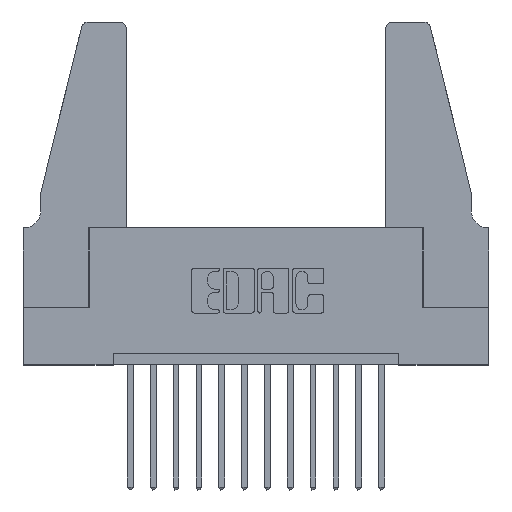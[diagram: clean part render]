
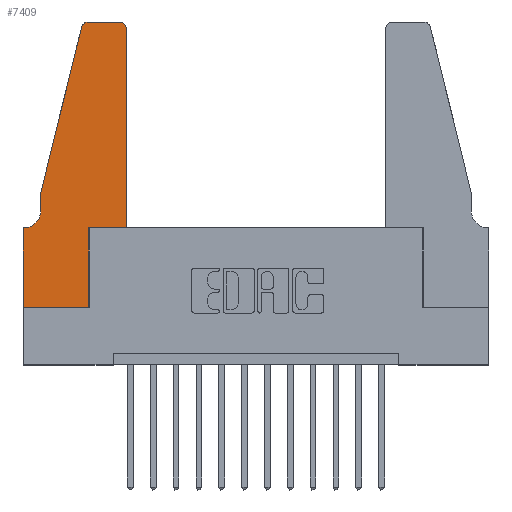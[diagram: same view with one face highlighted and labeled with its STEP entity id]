
A CAD part, top view. The second image highlights one B-rep face of the part: STEP entity #7409.
In plain terms, the highlighted planar face has unit normal (0, 0, 1).
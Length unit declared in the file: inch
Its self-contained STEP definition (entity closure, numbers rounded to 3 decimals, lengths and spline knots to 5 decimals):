
#243 = CARTESIAN_POINT ( 'NONE',  ( 0.4505, 1.22, 0.37 ) ) ;
#321 = VECTOR ( 'NONE', #14891, 39.37008 ) ;
#431 = ORIENTED_EDGE ( 'NONE', *, *, #13455, .T. ) ;
#439 = CARTESIAN_POINT ( 'NONE',  ( 0.2865, 0.35, 0.37 ) ) ;
#1042 = DIRECTION ( 'NONE',  ( 0., -1., 0. ) ) ;
#1109 = VECTOR ( 'NONE', #5803, 39.37008 ) ;
#1315 = VECTOR ( 'NONE', #2743, 39.37008 ) ;
#1400 = CARTESIAN_POINT ( 'NONE',  ( 0.0055, 0.42, 0.37 ) ) ;
#1549 = DIRECTION ( 'NONE',  ( 0., 1., 0. ) ) ;
#1604 = VERTEX_POINT ( 'NONE', #13205 ) ;
#1662 = DIRECTION ( 'NONE',  ( 0., 0., 1. ) ) ;
#1904 = VERTEX_POINT ( 'NONE', #4249 ) ;
#2126 = EDGE_CURVE ( 'NONE', #14139, #5278, #14876, .T. ) ;
#2416 = CARTESIAN_POINT ( 'NONE',  ( 0.284, 1.25, 0.37 ) ) ;
#2570 = EDGE_CURVE ( 'NONE', #7596, #4497, #4041, .T. ) ;
#2642 = CARTESIAN_POINT ( 'NONE',  ( 0., 0., 0.37 ) ) ;
#2743 = DIRECTION ( 'NONE',  ( 1., 0., 0. ) ) ;
#2787 = CARTESIAN_POINT ( 'NONE',  ( 0.4505, 0.35, 0.37 ) ) ;
#3165 = ORIENTED_EDGE ( 'NONE', *, *, #12422, .T. ) ;
#3236 = CARTESIAN_POINT ( 'NONE',  ( 0.0755, 0.35, 0.37 ) ) ;
#3242 = EDGE_LOOP ( 'NONE', ( #12700, #10559, #14946, #431, #11906, #13173, #12656, #3165, #9520, #12910, #9818, #9949 ) ) ;
#3272 = EDGE_CURVE ( 'NONE', #14462, #7596, #10812, .T. ) ;
#3512 = CIRCLE ( 'NONE', #3625, 0.03 ) ;
#3518 = CARTESIAN_POINT ( 'NONE',  ( 0.0755, 0.5, 0.37 ) ) ;
#3625 = AXIS2_PLACEMENT_3D ( 'NONE', #9743, #1662, #12218 ) ;
#3938 = DIRECTION ( 'NONE',  ( 1., 0., 0. ) ) ;
#4041 = LINE ( 'NONE', #3236, #8242 ) ;
#4249 = CARTESIAN_POINT ( 'NONE',  ( 0.2865, 0., 0.37 ) ) ;
#4497 = VERTEX_POINT ( 'NONE', #11577 ) ;
#4871 = DIRECTION ( 'NONE',  ( 0., 0., 1. ) ) ;
#4872 = CARTESIAN_POINT ( 'NONE',  ( 0.0755, 0.42, 0.37 ) ) ;
#4874 = DIRECTION ( 'NONE',  ( 0., 0., 1. ) ) ;
#4971 = CARTESIAN_POINT ( 'NONE',  ( 0.2605, 1.25, 0.37 ) ) ;
#5278 = VERTEX_POINT ( 'NONE', #3518 ) ;
#5304 = CARTESIAN_POINT ( 'NONE',  ( 0.4505, 0.35, 0.37 ) ) ;
#5671 = CARTESIAN_POINT ( 'NONE',  ( 0.25487, 1.22718, 0.37 ) ) ;
#5734 = VECTOR ( 'NONE', #1042, 39.37008 ) ;
#5803 = DIRECTION ( 'NONE',  ( 0., -1., 0. ) ) ;
#5951 = CARTESIAN_POINT ( 'NONE',  ( 0.0755, 0.5, 0.37 ) ) ;
#6139 = DIRECTION ( 'NONE',  ( -1., 0., 0. ) ) ;
#6432 = DIRECTION ( 'NONE',  ( 0., 1., 0. ) ) ;
#7039 = LINE ( 'NONE', #2787, #1315 ) ;
#7409 = ADVANCED_FACE ( 'NONE', ( #8342 ), #10825, .T. ) ;
#7596 = VERTEX_POINT ( 'NONE', #8442 ) ;
#7770 = CARTESIAN_POINT ( 'NONE',  ( 0.4205, 1.25, 0.37 ) ) ;
#7803 = VERTEX_POINT ( 'NONE', #7770 ) ;
#8089 = EDGE_CURVE ( 'NONE', #4497, #8950, #11636, .T. ) ;
#8170 = VERTEX_POINT ( 'NONE', #11105 ) ;
#8238 = LINE ( 'NONE', #4971, #9711 ) ;
#8242 = VECTOR ( 'NONE', #13652, 39.37008 ) ;
#8272 = EDGE_CURVE ( 'NONE', #1604, #8170, #7039, .T. ) ;
#8342 = FACE_OUTER_BOUND ( 'NONE', #3242, .T. ) ;
#8362 = AXIS2_PLACEMENT_3D ( 'NONE', #11907, #4874, #13069 ) ;
#8442 = CARTESIAN_POINT ( 'NONE',  ( 0.0055, 0.35, 0.37 ) ) ;
#8950 = VERTEX_POINT ( 'NONE', #2642 ) ;
#9152 = EDGE_CURVE ( 'NONE', #13875, #7803, #3512, .T. ) ;
#9313 = LINE ( 'NONE', #439, #12825 ) ;
#9364 = VERTEX_POINT ( 'NONE', #2416 ) ;
#9520 = ORIENTED_EDGE ( 'NONE', *, *, #11123, .T. ) ;
#9524 = DIRECTION ( 'NONE',  ( -1., 0., 0. ) ) ;
#9571 = DIRECTION ( 'NONE',  ( 0., 0., -1. ) ) ;
#9711 = VECTOR ( 'NONE', #6139, 39.37008 ) ;
#9743 = CARTESIAN_POINT ( 'NONE',  ( 0.4205, 1.22, 0.37 ) ) ;
#9818 = ORIENTED_EDGE ( 'NONE', *, *, #12470, .T. ) ;
#9949 = ORIENTED_EDGE ( 'NONE', *, *, #9152, .T. ) ;
#10559 = ORIENTED_EDGE ( 'NONE', *, *, #13773, .T. ) ;
#10581 = EDGE_CURVE ( 'NONE', #7803, #9364, #8238, .T. ) ;
#10606 = LINE ( 'NONE', #5304, #12426 ) ;
#10769 = CARTESIAN_POINT ( 'NONE',  ( 0., 0.35, 0.37 ) ) ;
#10812 = CIRCLE ( 'NONE', #12315, 0.07 ) ;
#10825 = PLANE ( 'NONE',  #11071 ) ;
#11071 = AXIS2_PLACEMENT_3D ( 'NONE', #10769, #4871, #11954 ) ;
#11105 = CARTESIAN_POINT ( 'NONE',  ( 0.4505, 0.35, 0.37 ) ) ;
#11113 = CARTESIAN_POINT ( 'NONE',  ( 0., 0., 0.37 ) ) ;
#11123 = EDGE_CURVE ( 'NONE', #1904, #1604, #9313, .T. ) ;
#11577 = CARTESIAN_POINT ( 'NONE',  ( 0., 0.35, 0.37 ) ) ;
#11636 = LINE ( 'NONE', #12847, #1109 ) ;
#11701 = VECTOR ( 'NONE', #3938, 39.37008 ) ;
#11906 = ORIENTED_EDGE ( 'NONE', *, *, #3272, .T. ) ;
#11907 = CARTESIAN_POINT ( 'NONE',  ( 0.284, 1.22, 0.37 ) ) ;
#11954 = DIRECTION ( 'NONE',  ( 1., 0., 0. ) ) ;
#12218 = DIRECTION ( 'NONE',  ( 1., 0., 0. ) ) ;
#12315 = AXIS2_PLACEMENT_3D ( 'NONE', #1400, #9571, #9524 ) ;
#12422 = EDGE_CURVE ( 'NONE', #8950, #1904, #12792, .T. ) ;
#12426 = VECTOR ( 'NONE', #1549, 39.37008 ) ;
#12470 = EDGE_CURVE ( 'NONE', #8170, #13875, #10606, .T. ) ;
#12656 = ORIENTED_EDGE ( 'NONE', *, *, #8089, .T. ) ;
#12700 = ORIENTED_EDGE ( 'NONE', *, *, #10581, .T. ) ;
#12730 = CARTESIAN_POINT ( 'NONE',  ( 0.0755, 0.5, 0.37 ) ) ;
#12792 = LINE ( 'NONE', #11113, #11701 ) ;
#12825 = VECTOR ( 'NONE', #6432, 39.37008 ) ;
#12847 = CARTESIAN_POINT ( 'NONE',  ( 0., 0., 0.37 ) ) ;
#12910 = ORIENTED_EDGE ( 'NONE', *, *, #8272, .T. ) ;
#13069 = DIRECTION ( 'NONE',  ( 1., 0., 0. ) ) ;
#13173 = ORIENTED_EDGE ( 'NONE', *, *, #2570, .T. ) ;
#13205 = CARTESIAN_POINT ( 'NONE',  ( 0.2865, 0.35, 0.37 ) ) ;
#13455 = EDGE_CURVE ( 'NONE', #5278, #14462, #13649, .T. ) ;
#13649 = LINE ( 'NONE', #5951, #5734 ) ;
#13652 = DIRECTION ( 'NONE',  ( -1., 0., 0. ) ) ;
#13773 = EDGE_CURVE ( 'NONE', #9364, #14139, #14110, .T. ) ;
#13875 = VERTEX_POINT ( 'NONE', #243 ) ;
#14110 = CIRCLE ( 'NONE', #8362, 0.03 ) ;
#14139 = VERTEX_POINT ( 'NONE', #5671 ) ;
#14462 = VERTEX_POINT ( 'NONE', #4872 ) ;
#14876 = LINE ( 'NONE', #12730, #321 ) ;
#14891 = DIRECTION ( 'NONE',  ( -0.239, -0.971, 0. ) ) ;
#14946 = ORIENTED_EDGE ( 'NONE', *, *, #2126, .T. ) ;
